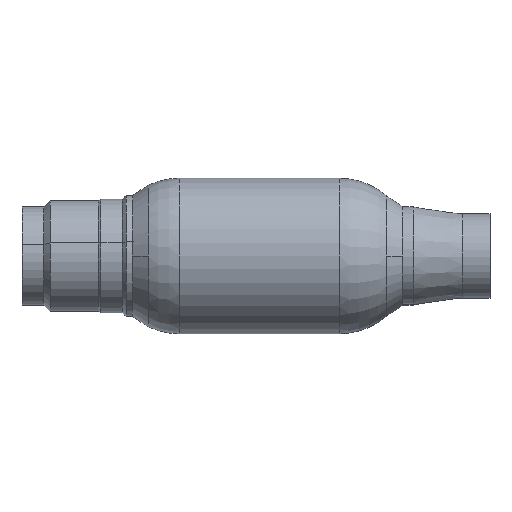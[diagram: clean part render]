
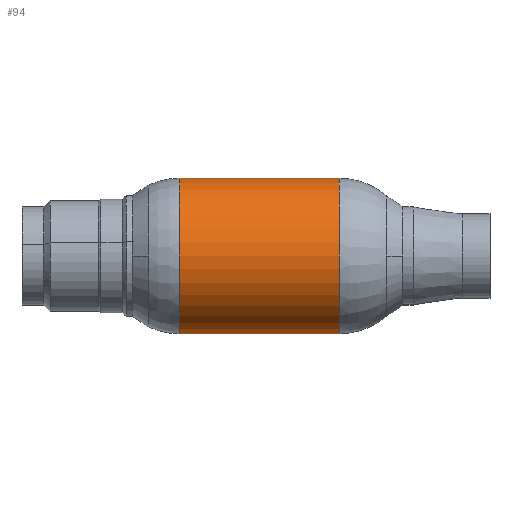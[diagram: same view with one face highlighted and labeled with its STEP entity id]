
A CAD part, front view. The second image highlights one B-rep face of the part: STEP entity #94.
In plain terms, the highlighted cylindrical face has radius 21.2 mm (diameter 42.4 mm), a partial arc.
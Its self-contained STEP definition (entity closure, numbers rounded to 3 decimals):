
#40 = EDGE_CURVE ( 'NONE', #51, #46, #770, .T. ) ;
#43 = EDGE_CURVE ( 'NONE', #67, #51, #779, .T. ) ;
#46 = VERTEX_POINT ( 'NONE', #849 ) ;
#48 = EDGE_CURVE ( 'NONE', #54, #46, #848, .T. ) ;
#51 = VERTEX_POINT ( 'NONE', #844 ) ;
#54 = VERTEX_POINT ( 'NONE', #842 ) ;
#67 = VERTEX_POINT ( 'NONE', #941 ) ;
#94 = ADVANCED_FACE ( 'NONE', ( #999 ), #1038, .T. ) ;
#95 = EDGE_LOOP ( 'NONE', ( #96, #97, #99, #100 ) ) ;
#96 = ORIENTED_EDGE ( 'NONE', *, *, #43, .F. ) ;
#97 = ORIENTED_EDGE ( 'NONE', *, *, #98, .T. ) ;
#98 = EDGE_CURVE ( 'NONE', #67, #54, #1037, .T. ) ;
#99 = ORIENTED_EDGE ( 'NONE', *, *, #48, .T. ) ;
#100 = ORIENTED_EDGE ( 'NONE', *, *, #40, .F. ) ;
#762 = DIRECTION ( 'NONE',  ( 0., 0., 1. ) ) ;
#763 = DIRECTION ( 'NONE',  ( -1., 0., 0. ) ) ;
#764 = CARTESIAN_POINT ( 'NONE',  ( -21.892, 0., 0. ) ) ;
#765 = AXIS2_PLACEMENT_3D ( 'NONE', #764, #763, #762 ) ;
#770 = CIRCLE ( 'NONE', #765, 21.2 ) ;
#776 = DIRECTION ( 'NONE',  ( -1., 0., 0. ) ) ;
#777 = VECTOR ( 'NONE', #776, 1000. ) ;
#778 = CARTESIAN_POINT ( 'NONE',  ( 0., 0., -21.2 ) ) ;
#779 = LINE ( 'NONE', #778, #777 ) ;
#842 = CARTESIAN_POINT ( 'NONE',  ( 21.643, 0., 21.2 ) ) ;
#844 = CARTESIAN_POINT ( 'NONE',  ( -21.892, 0., -21.2 ) ) ;
#845 = DIRECTION ( 'NONE',  ( -1., 0., 0. ) ) ;
#846 = VECTOR ( 'NONE', #845, 1000. ) ;
#847 = CARTESIAN_POINT ( 'NONE',  ( 0., 0., 21.2 ) ) ;
#848 = LINE ( 'NONE', #847, #846 ) ;
#849 = CARTESIAN_POINT ( 'NONE',  ( -21.892, 0., 21.2 ) ) ;
#941 = CARTESIAN_POINT ( 'NONE',  ( 21.643, 0., -21.2 ) ) ;
#999 = FACE_OUTER_BOUND ( 'NONE', #95, .T. ) ;
#1028 = DIRECTION ( 'NONE',  ( 0., 0., 1. ) ) ;
#1029 = DIRECTION ( 'NONE',  ( -1., 0., 0. ) ) ;
#1030 = CARTESIAN_POINT ( 'NONE',  ( 21.643, 0., 0. ) ) ;
#1031 = AXIS2_PLACEMENT_3D ( 'NONE', #1030, #1029, #1028 ) ;
#1033 = DIRECTION ( 'NONE',  ( 0., 0., 1. ) ) ;
#1034 = DIRECTION ( 'NONE',  ( -1., 0., 0. ) ) ;
#1035 = CARTESIAN_POINT ( 'NONE',  ( 0., 0., 0. ) ) ;
#1036 = AXIS2_PLACEMENT_3D ( 'NONE', #1035, #1034, #1033 ) ;
#1037 = CIRCLE ( 'NONE', #1031, 21.2 ) ;
#1038 = CYLINDRICAL_SURFACE ( 'NONE', #1036, 21.2 ) ;
